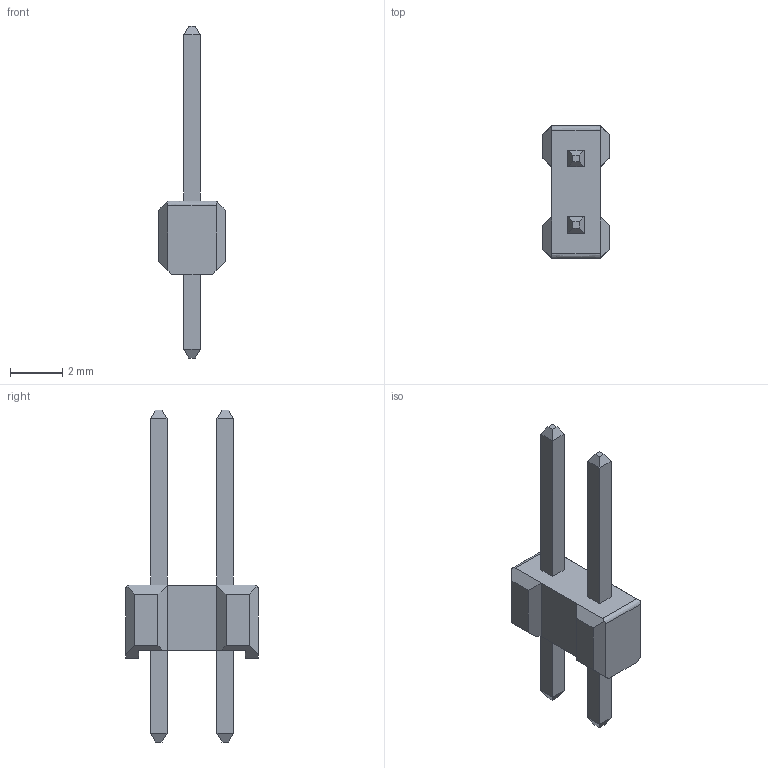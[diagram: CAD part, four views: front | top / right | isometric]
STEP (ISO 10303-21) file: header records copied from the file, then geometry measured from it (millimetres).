
FILE_DESCRIPTION(/* description */ (''),/* implementation_level */ '2;1');
FILE_NAME(/* name */ 'PINHEA~1',/* time_stamp */ '2014-06-14T20:57:12+02:00',/* author */ (''),/* organization */ (''),/* preprocessor_version */ 'ST-DEVELOPER v14',/* originating_system */ '',/* authorisation */ '');
FILE_SCHEMA (('AUTOMOTIVE_DESIGN'));
Length unit declared in the file: millimetre
Products named in the file (1): Document
Bounding box: 2.54 x 5.08 x 12.7 mm (x, y, z)
Volume: 35.8 mm3; surface area: 134.7 mm2
Topology: 3 solids, 3 shells, 68 faces, 173 edges, 113 vertices
Faces by surface type: plane 62, bspline 6
Entity records: 4253 total; most frequent: CARTESIAN_POINT 1834, B_SPLINE_CURVE_WITH_KNOTS 488, ORIENTED_EDGE 332, PCURVE 332, DEFINITIONAL_REPRESENTATION 332, SURFACE_CURVE 166, EDGE_CURVE 166, VERTEX_POINT 104
